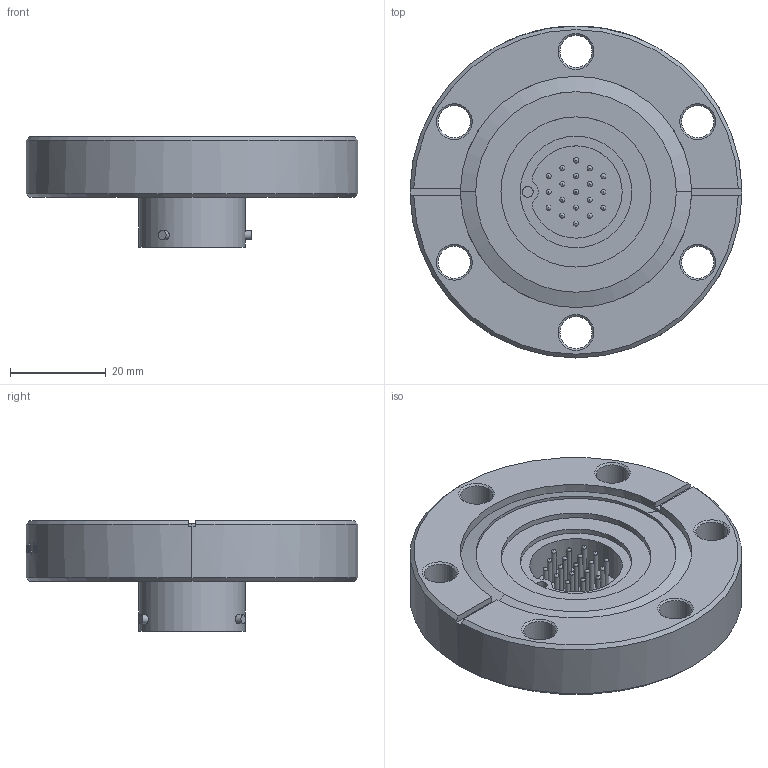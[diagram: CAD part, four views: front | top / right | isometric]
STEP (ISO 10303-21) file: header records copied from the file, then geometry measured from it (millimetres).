
FILE_DESCRIPTION(/* description */ ('Alibre Inc.'),/* implementation_level */ '2;1');
FILE_NAME(/* name */ 'export0',/* time_stamp */ '2009-05-19T13:49:18-07:00',/* author */ (''),/* organization */ (''),/* preprocessor_version */ 'ST-DEVELOPER v10',/* originating_system */ 'Alibre',/* authorisation */ '');
FILE_SCHEMA (('CONFIG_CONTROL_DESIGN'));
Length unit declared in the file: centimetre
Products named in the file (1): ID_1
Bounding box: 69.34 x 69.34 x 23.11 mm (x, y, z)
Volume: 40438.4 mm3; surface area: 14944.1 mm2
Topology: 1 solids, 1 shells, 554 faces, 1318 edges, 869 vertices
Faces by surface type: plane 208, bspline 140, cylinder 137, torus 38, cone 30, sphere 1
Full cylindrical faces by diameter (mm): 1.016 x38, 1.067 x25, 1.143 x1, 1.876 x3, 2.286 x1, 20.955 x1, 22.174 x1, 23.317 x1, 25.019 x1, 31.369 x1
Entity records: 39475 total; most frequent: CARTESIAN_POINT 28657, ORIENTED_EDGE 2336, DIRECTION 1571, EDGE_CURVE 1168, VERTEX_POINT 830, EDGE_LOOP 780, FACE_BOUND 780, AXIS2_PLACEMENT_3D 769
